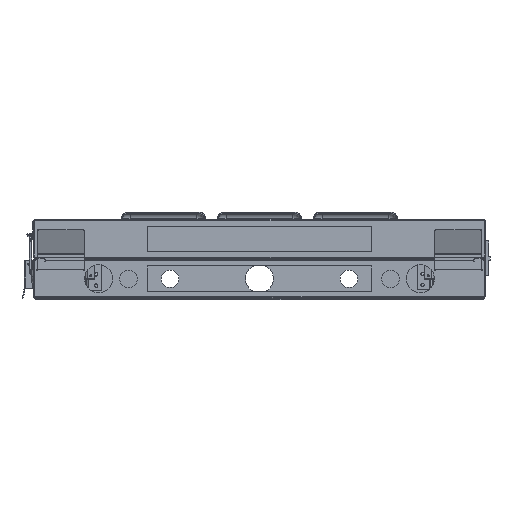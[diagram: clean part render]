
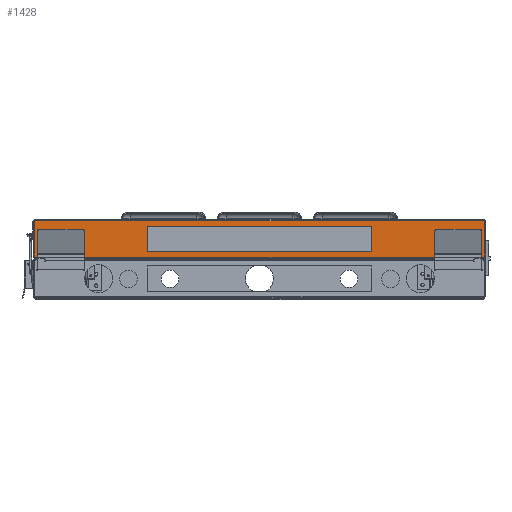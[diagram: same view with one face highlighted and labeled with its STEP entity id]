
A CAD part, front view. The second image highlights one B-rep face of the part: STEP entity #1428.
In plain terms, the highlighted planar face has unit normal (0, -1, 0).
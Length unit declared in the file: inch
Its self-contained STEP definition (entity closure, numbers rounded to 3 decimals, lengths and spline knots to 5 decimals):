
#1428 = ADVANCED_FACE ( 'NONE', ( #7393, #85573 ), #70052, .T. ) ;
#2390 = VERTEX_POINT ( 'NONE', #80395 ) ;
#4045 = VERTEX_POINT ( 'NONE', #102221 ) ;
#4646 = CARTESIAN_POINT ( 'NONE',  ( -12.65637, -13.43498, -0.07874 ) ) ;
#5717 = LINE ( 'NONE', #29531, #43122 ) ;
#7393 = FACE_BOUND ( 'NONE', #50065, .T. ) ;
#8134 = DIRECTION ( 'NONE',  ( 1., 0., 0. ) ) ;
#9268 = DIRECTION ( 'NONE',  ( 1., 0., 0. ) ) ;
#9362 = EDGE_CURVE ( 'NONE', #36896, #25450, #80204, .T. ) ;
#11799 = VECTOR ( 'NONE', #99654, 39.37008 ) ;
#11839 = VERTEX_POINT ( 'NONE', #70792 ) ;
#12667 = VERTEX_POINT ( 'NONE', #19732 ) ;
#12691 = CARTESIAN_POINT ( 'NONE',  ( 0., -13.43498, -2.12176 ) ) ;
#12693 = CARTESIAN_POINT ( 'NONE',  ( -6.29921, -13.43498, -0.38175 ) ) ;
#14430 = DIRECTION ( 'NONE',  ( -1., 0., 0. ) ) ;
#15302 = CARTESIAN_POINT ( 'NONE',  ( 12.65637, -13.43498, -2.12176 ) ) ;
#15978 = DIRECTION ( 'NONE',  ( 0., 0., -1. ) ) ;
#17652 = AXIS2_PLACEMENT_3D ( 'NONE', #37447, #22445, #45162 ) ;
#19732 = CARTESIAN_POINT ( 'NONE',  ( -6.29921, -13.43498, -0.38175 ) ) ;
#20249 = CARTESIAN_POINT ( 'NONE',  ( 12.558, -13.43498, -0.07874 ) ) ;
#22417 = EDGE_CURVE ( 'NONE', #56683, #2390, #29874, .T. ) ;
#22445 = DIRECTION ( 'NONE',  ( 0., -1., 0. ) ) ;
#24387 = VERTEX_POINT ( 'NONE', #72131 ) ;
#25190 = CARTESIAN_POINT ( 'NONE',  ( 6.29921, -13.43498, -1.81875 ) ) ;
#25450 = VERTEX_POINT ( 'NONE', #51596 ) ;
#26171 = ORIENTED_EDGE ( 'NONE', *, *, #60969, .T. ) ;
#26843 = VERTEX_POINT ( 'NONE', #101523 ) ;
#26961 = ORIENTED_EDGE ( 'NONE', *, *, #33962, .F. ) ;
#28302 = LINE ( 'NONE', #12691, #62227 ) ;
#28725 = VECTOR ( 'NONE', #91026, 39.37008 ) ;
#28916 = CARTESIAN_POINT ( 'NONE',  ( -12.65637, -13.43498, -2.12176 ) ) ;
#29531 = CARTESIAN_POINT ( 'NONE',  ( 12.65637, -13.43498, -0.07874 ) ) ;
#29853 = CARTESIAN_POINT ( 'NONE',  ( -6.29921, -13.43498, -1.81875 ) ) ;
#29874 = LINE ( 'NONE', #98671, #55830 ) ;
#30567 = VECTOR ( 'NONE', #77145, 39.37008 ) ;
#31358 = LINE ( 'NONE', #47321, #92314 ) ;
#33962 = EDGE_CURVE ( 'NONE', #25450, #56683, #5717, .T. ) ;
#34523 = ORIENTED_EDGE ( 'NONE', *, *, #37174, .F. ) ;
#34998 = DIRECTION ( 'NONE',  ( 1., 0., 0. ) ) ;
#35616 = LINE ( 'NONE', #99290, #38233 ) ;
#36896 = VERTEX_POINT ( 'NONE', #20249 ) ;
#37174 = EDGE_CURVE ( 'NONE', #24387, #36896, #31358, .T. ) ;
#37447 = CARTESIAN_POINT ( 'NONE',  ( 0., -13.43498, 0. ) ) ;
#37651 = VECTOR ( 'NONE', #9268, 39.37008 ) ;
#38084 = DIRECTION ( 'NONE',  ( 1., 0., 0. ) ) ;
#38233 = VECTOR ( 'NONE', #43889, 39.37008 ) ;
#42264 = VERTEX_POINT ( 'NONE', #4646 ) ;
#43122 = VECTOR ( 'NONE', #15978, 39.37008 ) ;
#43325 = EDGE_CURVE ( 'NONE', #42264, #24387, #102224, .T. ) ;
#43889 = DIRECTION ( 'NONE',  ( -1., 0., 0. ) ) ;
#45162 = DIRECTION ( 'NONE',  ( 0., 0., -1. ) ) ;
#46207 = ORIENTED_EDGE ( 'NONE', *, *, #89758, .T. ) ;
#46764 = ORIENTED_EDGE ( 'NONE', *, *, #43325, .F. ) ;
#47312 = ORIENTED_EDGE ( 'NONE', *, *, #61427, .F. ) ;
#47321 = CARTESIAN_POINT ( 'NONE',  ( 68.79926, -13.43498, -0.07874 ) ) ;
#47623 = EDGE_LOOP ( 'NONE', ( #34523, #46764, #47312, #69139, #66775, #81380, #26961, #49584 ) ) ;
#49584 = ORIENTED_EDGE ( 'NONE', *, *, #9362, .F. ) ;
#50065 = EDGE_LOOP ( 'NONE', ( #89423, #26171, #51000, #46207 ) ) ;
#51000 = ORIENTED_EDGE ( 'NONE', *, *, #69896, .T. ) ;
#51592 = DIRECTION ( 'NONE',  ( -1., 0., 0. ) ) ;
#51596 = CARTESIAN_POINT ( 'NONE',  ( 12.65637, -13.43498, -0.07874 ) ) ;
#51742 = LINE ( 'NONE', #61144, #30567 ) ;
#55830 = VECTOR ( 'NONE', #51592, 39.37008 ) ;
#56683 = VERTEX_POINT ( 'NONE', #15302 ) ;
#60969 = EDGE_CURVE ( 'NONE', #87077, #81455, #35616, .T. ) ;
#61144 = CARTESIAN_POINT ( 'NONE',  ( 6.29921, -13.43498, -0.38175 ) ) ;
#61427 = EDGE_CURVE ( 'NONE', #11839, #42264, #67281, .T. ) ;
#61472 = DIRECTION ( 'NONE',  ( 1., 0., 0. ) ) ;
#61640 = LINE ( 'NONE', #93139, #99239 ) ;
#62227 = VECTOR ( 'NONE', #34998, 39.37008 ) ;
#65743 = CARTESIAN_POINT ( 'NONE',  ( 12.558, -13.43498, -0.07874 ) ) ;
#66775 = ORIENTED_EDGE ( 'NONE', *, *, #85647, .T. ) ;
#67281 = LINE ( 'NONE', #28916, #28725 ) ;
#68002 = EDGE_CURVE ( 'NONE', #4045, #11839, #61640, .T. ) ;
#69139 = ORIENTED_EDGE ( 'NONE', *, *, #68002, .F. ) ;
#69896 = EDGE_CURVE ( 'NONE', #81455, #12667, #83637, .T. ) ;
#70052 = PLANE ( 'NONE',  #17652 ) ;
#70792 = CARTESIAN_POINT ( 'NONE',  ( -12.65637, -13.43498, -2.12176 ) ) ;
#72131 = CARTESIAN_POINT ( 'NONE',  ( -12.558, -13.43498, -0.07874 ) ) ;
#77145 = DIRECTION ( 'NONE',  ( 0., 0., -1. ) ) ;
#80204 = LINE ( 'NONE', #65743, #37651 ) ;
#80211 = VECTOR ( 'NONE', #8134, 39.37008 ) ;
#80395 = CARTESIAN_POINT ( 'NONE',  ( 12.558, -13.43498, -2.12176 ) ) ;
#81380 = ORIENTED_EDGE ( 'NONE', *, *, #22417, .F. ) ;
#81455 = VERTEX_POINT ( 'NONE', #29853 ) ;
#83637 = LINE ( 'NONE', #12693, #11799 ) ;
#83673 = EDGE_CURVE ( 'NONE', #26843, #87077, #51742, .T. ) ;
#85573 = FACE_OUTER_BOUND ( 'NONE', #47623, .T. ) ;
#85647 = EDGE_CURVE ( 'NONE', #4045, #2390, #28302, .T. ) ;
#85688 = CARTESIAN_POINT ( 'NONE',  ( -12.65637, -13.43498, -0.07874 ) ) ;
#85798 = CARTESIAN_POINT ( 'NONE',  ( -6.29921, -13.43498, -0.38175 ) ) ;
#87077 = VERTEX_POINT ( 'NONE', #25190 ) ;
#89423 = ORIENTED_EDGE ( 'NONE', *, *, #83673, .T. ) ;
#89758 = EDGE_CURVE ( 'NONE', #12667, #26843, #95591, .T. ) ;
#91026 = DIRECTION ( 'NONE',  ( 0., 0., 1. ) ) ;
#92314 = VECTOR ( 'NONE', #61472, 39.37008 ) ;
#93139 = CARTESIAN_POINT ( 'NONE',  ( -12.558, -13.43498, -2.12176 ) ) ;
#95591 = LINE ( 'NONE', #85798, #80211 ) ;
#98370 = VECTOR ( 'NONE', #38084, 39.37008 ) ;
#98671 = CARTESIAN_POINT ( 'NONE',  ( 12.65637, -13.43498, -2.12176 ) ) ;
#99239 = VECTOR ( 'NONE', #14430, 39.37008 ) ;
#99290 = CARTESIAN_POINT ( 'NONE',  ( -6.29921, -13.43498, -1.81875 ) ) ;
#99654 = DIRECTION ( 'NONE',  ( 0., 0., 1. ) ) ;
#101523 = CARTESIAN_POINT ( 'NONE',  ( 6.29921, -13.43498, -0.38175 ) ) ;
#102221 = CARTESIAN_POINT ( 'NONE',  ( -12.558, -13.43498, -2.12176 ) ) ;
#102224 = LINE ( 'NONE', #85688, #98370 ) ;
